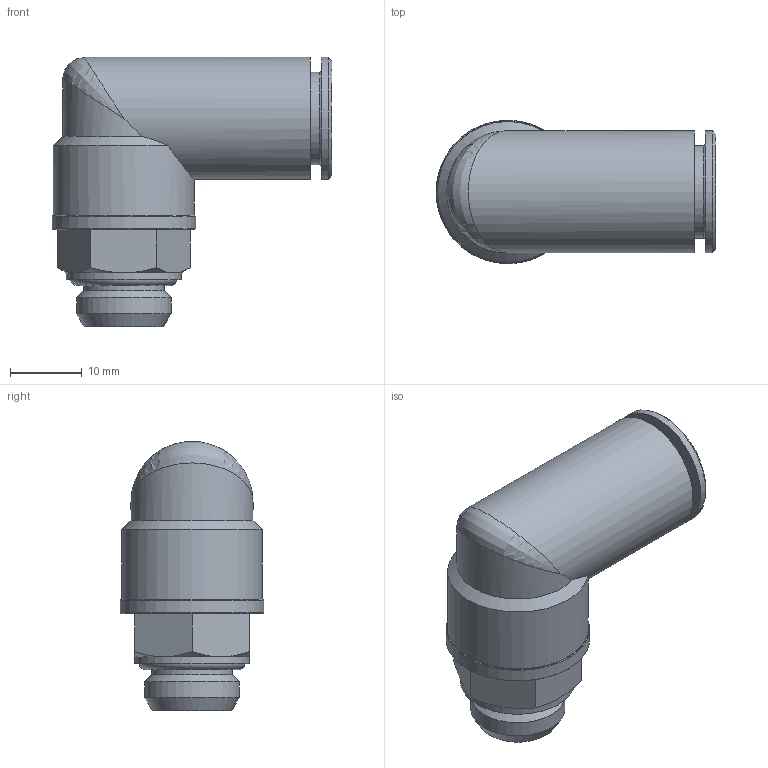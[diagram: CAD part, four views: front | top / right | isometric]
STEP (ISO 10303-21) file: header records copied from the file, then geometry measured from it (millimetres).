
FILE_DESCRIPTION(/* description */ (''),/* implementation_level */ '2;1');
FILE_NAME(/* name */ 'V202210_IPSO_022_12_14_27.05.15',/* time_stamp */ '2015-05-27T09:02:54+02:00',/* author */ (''),/* organization */ (''),/* preprocessor_version */ 'ST-DEVELOPER v14',/* originating_system */ 'HiCAD 2013 1802.4 Build 509',/* authorisation */ '');
FILE_SCHEMA (('AUTOMOTIVE_DESIGN { 1 0 10303 214 1 1 1 1 }'));
Length unit declared in the file: millimetre
Products named in the file (5): Root; OR 11.11X1.78; DR12-5; online_214606_GEW._3-8_1-4; R202210
Assembly tree (4 placements, depth 2):
  Root
    OR 11.11X1.78
    DR12-5
    online_214606_GEW._3-8_1-4
    R202210
Bounding box: 39 x 20 x 37.5 mm (x, y, z)
Volume: 7212.3 mm3; surface area: 7942.5 mm2
Topology: 4 solids, 4 shells, 72 faces, 153 edges, 91 vertices
Faces by surface type: cone 24, cylinder 21, plane 20, torus 5, sphere 1, bspline 1
Full cylindrical faces by diameter (mm): 8.5 x1, 10 x1, 11.2 x1, 12.15 x1, 12.25 x1, 12.9 x1, 13 x1, 13.157 x1, 14.5 x1, 14.7 x1, 15.2 x1, 15.8 x2, 16 x1, 17 x4, 19.6 x1, 20 x1
Entity records: 3542 total; most frequent: CARTESIAN_POINT 1180, DIRECTION 320, PRESENTATION_STYLE_ASSIGNMENT 192, COLOUR_RGB 190, DRAUGHTING_PRE_DEFINED_CURVE_FONT 188, CURVE_STYLE 188, OVER_RIDING_STYLED_ITEM 188, ORIENTED_EDGE 188
